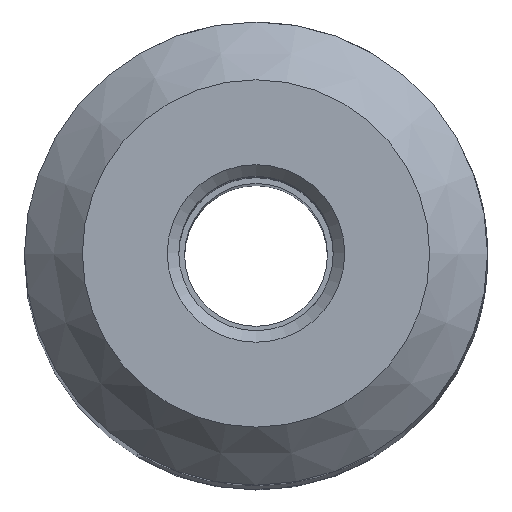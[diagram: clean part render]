
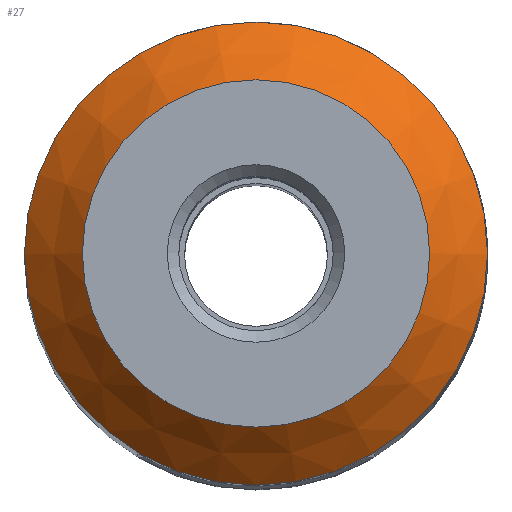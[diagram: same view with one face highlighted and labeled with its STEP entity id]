
A CAD part, top view. The second image highlights one B-rep face of the part: STEP entity #27.
In plain terms, the highlighted conical face has half-angle 45 degrees and reference radius 4.5 mm.
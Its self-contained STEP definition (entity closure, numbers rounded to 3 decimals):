
#16 = ORIENTED_EDGE ( 'NONE', *, *, #867, .F. ) ;
#27 = ADVANCED_FACE ( 'NONE', ( #539, #72 ), #270, .T. ) ;
#72 = FACE_BOUND ( 'NONE', #985, .T. ) ;
#112 = CARTESIAN_POINT ( 'NONE',  ( 4.5, 0., 75. ) ) ;
#113 = CARTESIAN_POINT ( 'NONE',  ( 0., 0., 75. ) ) ;
#197 = CARTESIAN_POINT ( 'NONE',  ( 0., 0., 75. ) ) ;
#235 = VERTEX_POINT ( 'NONE', #112 ) ;
#236 = DIRECTION ( 'NONE',  ( 1., 0., 0. ) ) ;
#270 = CONICAL_SURFACE ( 'NONE', #698, 4.5, 0.785 ) ;
#354 = VERTEX_POINT ( 'NONE', #1166 ) ;
#424 = DIRECTION ( 'NONE',  ( -1., 0., 0. ) ) ;
#435 = EDGE_LOOP ( 'NONE', ( #16 ) ) ;
#456 = DIRECTION ( 'NONE',  ( 1., 0., 0. ) ) ;
#498 = AXIS2_PLACEMENT_3D ( 'NONE', #1048, #1520, #456 ) ;
#514 = CIRCLE ( 'NONE', #615, 4.5 ) ;
#539 = FACE_OUTER_BOUND ( 'NONE', #435, .T. ) ;
#615 = AXIS2_PLACEMENT_3D ( 'NONE', #113, #1291, #236 ) ;
#647 = ORIENTED_EDGE ( 'NONE', *, *, #1104, .F. ) ;
#698 = AXIS2_PLACEMENT_3D ( 'NONE', #197, #1466, #424 ) ;
#867 = EDGE_CURVE ( 'NONE', #354, #354, #1120, .T. ) ;
#985 = EDGE_LOOP ( 'NONE', ( #647 ) ) ;
#1048 = CARTESIAN_POINT ( 'NONE',  ( 0., 0., 73.5 ) ) ;
#1104 = EDGE_CURVE ( 'NONE', #235, #235, #514, .T. ) ;
#1120 = CIRCLE ( 'NONE', #498, 6. ) ;
#1166 = CARTESIAN_POINT ( 'NONE',  ( 6., 0., 73.5 ) ) ;
#1291 = DIRECTION ( 'NONE',  ( 0., 0., 1. ) ) ;
#1466 = DIRECTION ( 'NONE',  ( 0., 0., -1. ) ) ;
#1520 = DIRECTION ( 'NONE',  ( 0., 0., -1. ) ) ;
